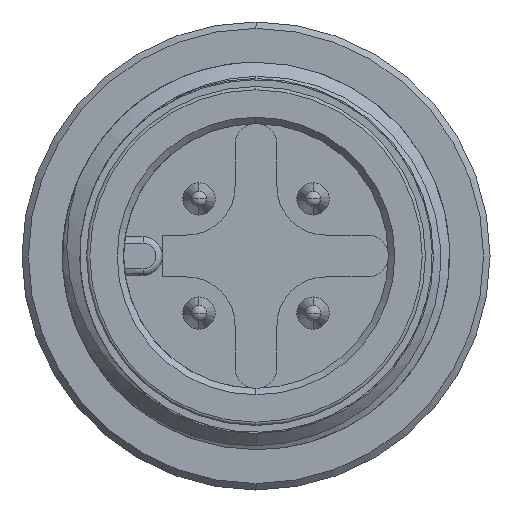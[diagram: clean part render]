
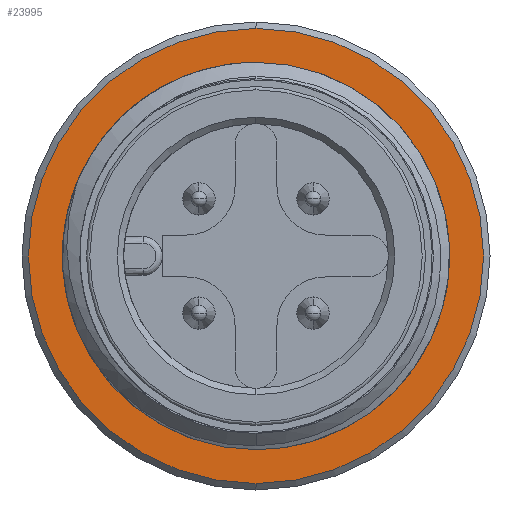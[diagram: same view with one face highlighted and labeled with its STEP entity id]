
A CAD part, left-side view. The second image highlights one B-rep face of the part: STEP entity #23995.
In plain terms, the highlighted planar face has unit normal (-1, 0, 0).
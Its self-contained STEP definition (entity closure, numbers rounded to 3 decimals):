
#42 = AXIS2_PLACEMENT_3D ( 'NONE', #2841, #4833, #28649 ) ;
#345 = CARTESIAN_POINT ( 'NONE',  ( 7.4, 0., 0. ) ) ;
#760 = AXIS2_PLACEMENT_3D ( 'NONE', #6941, #23162, #28573 ) ;
#1407 = ORIENTED_EDGE ( 'NONE', *, *, #29509, .F. ) ;
#1623 = ORIENTED_EDGE ( 'NONE', *, *, #27427, .T. ) ;
#2841 = CARTESIAN_POINT ( 'NONE',  ( 7.4, 0., 0. ) ) ;
#4176 = DIRECTION ( 'NONE',  ( 1., 0., 0. ) ) ;
#4789 = DIRECTION ( 'NONE',  ( 0., 0., -1. ) ) ;
#4833 = DIRECTION ( 'NONE',  ( -1., 0., 0. ) ) ;
#6483 = AXIS2_PLACEMENT_3D ( 'NONE', #345, #28457, #19049 ) ;
#6941 = CARTESIAN_POINT ( 'NONE',  ( 7.4, 0., 0. ) ) ;
#7044 = AXIS2_PLACEMENT_3D ( 'NONE', #22747, #10874, #22444 ) ;
#7120 = FACE_OUTER_BOUND ( 'NONE', #23596, .T. ) ;
#8203 = ORIENTED_EDGE ( 'NONE', *, *, #10258, .T. ) ;
#9589 = CARTESIAN_POINT ( 'NONE',  ( 7.4, 0., -7.05 ) ) ;
#10032 = CIRCLE ( 'NONE', #7044, 7.05 ) ;
#10157 = CIRCLE ( 'NONE', #760, 6. ) ;
#10258 = EDGE_CURVE ( 'NONE', #17236, #18806, #10032, .T. ) ;
#10874 = DIRECTION ( 'NONE',  ( -1., 0., 0. ) ) ;
#16530 = FACE_BOUND ( 'NONE', #24031, .T. ) ;
#17236 = VERTEX_POINT ( 'NONE', #18272 ) ;
#18272 = CARTESIAN_POINT ( 'NONE',  ( 7.4, 0., 7.05 ) ) ;
#18530 = CARTESIAN_POINT ( 'NONE',  ( 7.4, 0., -6. ) ) ;
#18806 = VERTEX_POINT ( 'NONE', #9589 ) ;
#19049 = DIRECTION ( 'NONE',  ( 0., 0., 1. ) ) ;
#19420 = EDGE_CURVE ( 'NONE', #29552, #28162, #21806, .T. ) ;
#21806 = CIRCLE ( 'NONE', #6483, 6. ) ;
#22284 = ORIENTED_EDGE ( 'NONE', *, *, #19420, .F. ) ;
#22444 = DIRECTION ( 'NONE',  ( 0., 0., -1. ) ) ;
#22747 = CARTESIAN_POINT ( 'NONE',  ( 7.4, 0., 0. ) ) ;
#23162 = DIRECTION ( 'NONE',  ( -1., 0., 0. ) ) ;
#23596 = EDGE_LOOP ( 'NONE', ( #1623, #8203 ) ) ;
#23995 = ADVANCED_FACE ( 'NONE', ( #7120, #16530 ), #30445, .F. ) ;
#24031 = EDGE_LOOP ( 'NONE', ( #1407, #22284 ) ) ;
#25760 = CARTESIAN_POINT ( 'NONE',  ( 7.4, 0., 6. ) ) ;
#25937 = CARTESIAN_POINT ( 'NONE',  ( 7.4, 6., 0. ) ) ;
#25974 = AXIS2_PLACEMENT_3D ( 'NONE', #25937, #4176, #4789 ) ;
#27427 = EDGE_CURVE ( 'NONE', #18806, #17236, #28667, .T. ) ;
#28162 = VERTEX_POINT ( 'NONE', #25760 ) ;
#28457 = DIRECTION ( 'NONE',  ( -1., 0., 0. ) ) ;
#28573 = DIRECTION ( 'NONE',  ( 0., 0., 1. ) ) ;
#28649 = DIRECTION ( 'NONE',  ( 0., 0., -1. ) ) ;
#28667 = CIRCLE ( 'NONE', #42, 7.05 ) ;
#29509 = EDGE_CURVE ( 'NONE', #28162, #29552, #10157, .T. ) ;
#29552 = VERTEX_POINT ( 'NONE', #18530 ) ;
#30445 = PLANE ( 'NONE',  #25974 ) ;
